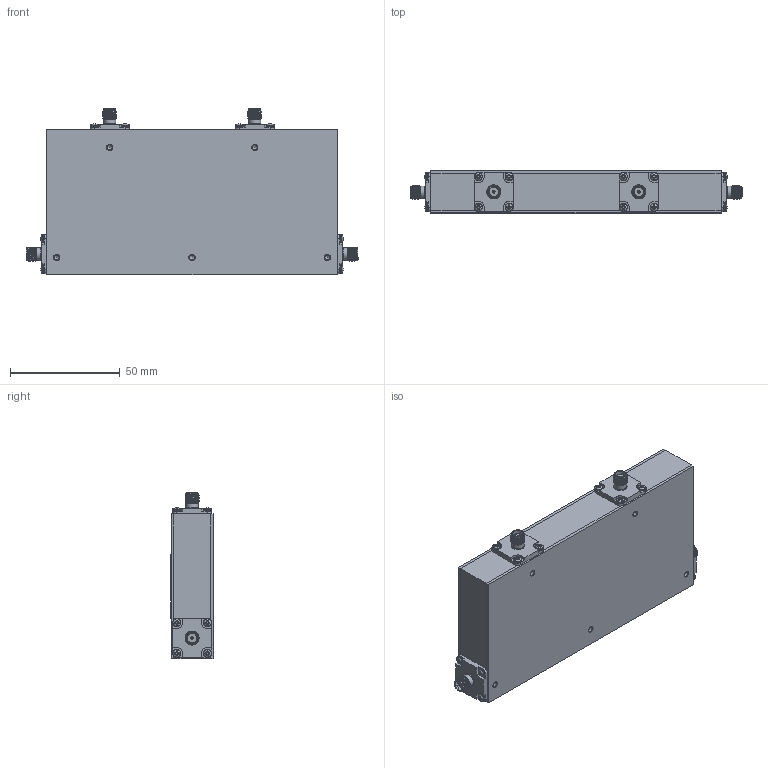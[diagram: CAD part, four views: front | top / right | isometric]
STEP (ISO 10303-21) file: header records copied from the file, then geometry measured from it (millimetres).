
FILE_DESCRIPTION (( 'STEP AP203' ), '1' );
FILE_NAME ('PE83CR1013_3D.step', '2022-04-22T16:16:42', ( '' ), ( '' ), 'SwSTEP 2.0', 'SolidWorks 2021', '' );
FILE_SCHEMA (( 'CONFIG_CONTROL_DESIGN' ));
Length unit declared in the file: inch
Products named in the file (1): PE83CR1013_3D
Bounding box: 151.13 x 19.13 x 75.56 mm (x, y, z)
Volume: 169614.6 mm3; surface area: 27281.8 mm2
Topology: 1 solids, 17 shells, 911 faces, 2456 edges, 1618 vertices
Faces by surface type: plane 449, cylinder 300, cone 94, torus 40, sphere 16, bspline 12
Full cylindrical faces by diameter (mm): 0.94 x4, 1.194 x4, 1.524 x16, 2.261 x10, 2.845 x10, 3.667 x16, 4.572 x4, 5.582 x8
Entity records: 35501 total; most frequent: CARTESIAN_POINT 14352, ORIENTED_EDGE 4512, DIRECTION 4112, EDGE_CURVE 2256, AXIS2_PLACEMENT_3D 1568, VERTEX_POINT 1560, EDGE_LOOP 1092, FACE_OUTER_BOUND 1023
